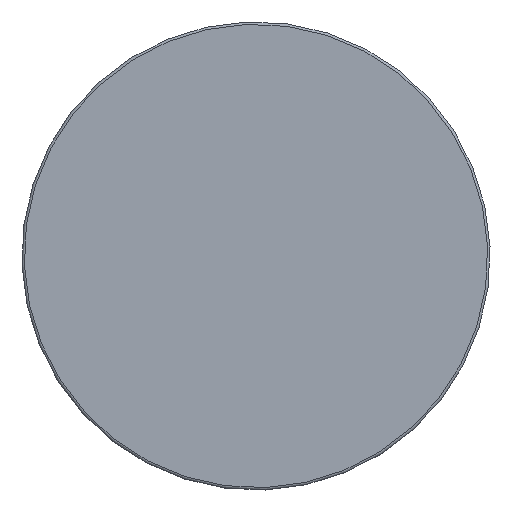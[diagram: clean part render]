
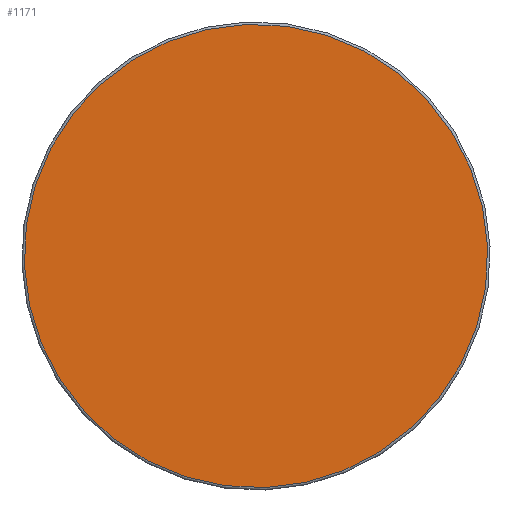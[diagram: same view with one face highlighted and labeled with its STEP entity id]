
A CAD part, front view. The second image highlights one B-rep face of the part: STEP entity #1171.
In plain terms, the highlighted planar face has unit normal (0, -1, 0).
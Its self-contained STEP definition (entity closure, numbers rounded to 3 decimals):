
#231=FACE_OUTER_BOUND('',#313,.T.);
#313=EDGE_LOOP('',(#962,#963));
#403=CIRCLE('',#1335,118.75);
#404=CIRCLE('',#1336,118.75);
#518=VERTEX_POINT('',#2091);
#519=VERTEX_POINT('',#2092);
#670=EDGE_CURVE('',#518,#519,#403,.T.);
#671=EDGE_CURVE('',#519,#518,#404,.T.);
#962=ORIENTED_EDGE('',*,*,#670,.T.);
#963=ORIENTED_EDGE('',*,*,#671,.T.);
#1039=PLANE('',#1338);
#1171=ADVANCED_FACE('',(#231),#1039,.T.);
#1335=AXIS2_PLACEMENT_3D('',#2093,#1672,#1673);
#1336=AXIS2_PLACEMENT_3D('',#2094,#1674,#1675);
#1338=AXIS2_PLACEMENT_3D('',#2096,#1678,#1679);
#1672=DIRECTION('center_axis',(0.,-1.,0.));
#1673=DIRECTION('ref_axis',(0.134,0.,0.991));
#1674=DIRECTION('center_axis',(0.,-1.,0.));
#1675=DIRECTION('ref_axis',(0.134,0.,0.991));
#1678=DIRECTION('center_axis',(0.,-1.,0.));
#1679=DIRECTION('ref_axis',(0.991,0.,-0.134));
#2091=CARTESIAN_POINT('',(15.956,0.,117.673));
#2092=CARTESIAN_POINT('',(-117.673,0.,15.956));
#2093=CARTESIAN_POINT('Origin',(0.,0.,
0.));
#2094=CARTESIAN_POINT('Origin',(0.,0.,
0.));
#2096=CARTESIAN_POINT('Origin',(0.,0.,
0.));
